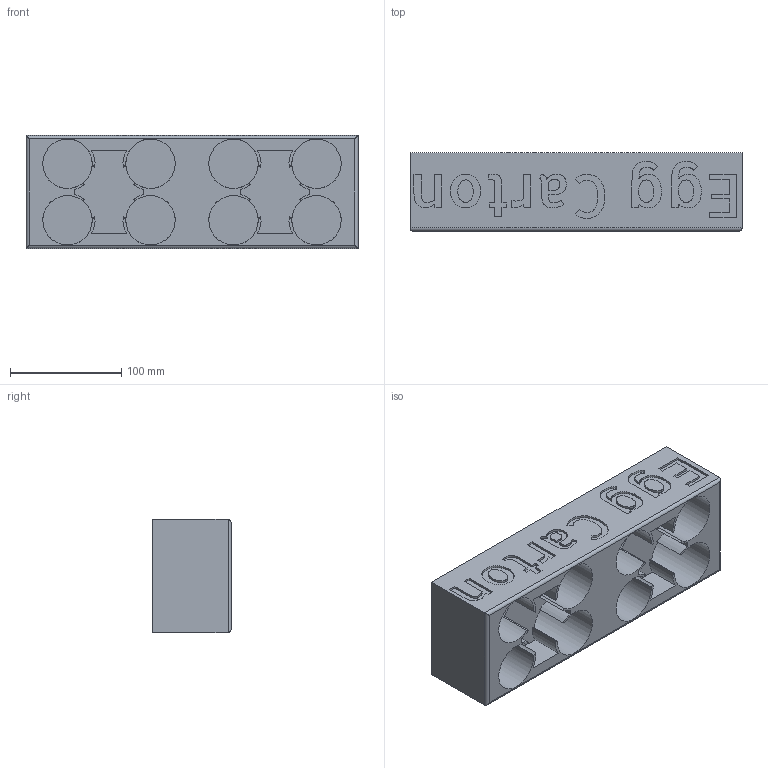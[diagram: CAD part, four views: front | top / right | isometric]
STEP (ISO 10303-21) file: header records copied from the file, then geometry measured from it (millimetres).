
FILE_DESCRIPTION(/* description */ ('STEP AP242','CAx-IF Rec.Pracs.---Representation and Presentation of Product Manufacturing Information (PMI)---4.0---2014-10-13','CAx-IF Rec.Pracs.---3D Tessellated Geometry---0.4---2014-09-14','2;1'),/* implementation_level */ '2;1');
FILE_NAME(/* name */ '6684a9db7c86921adcb562e9',/* time_stamp */ '2024-07-03T01:31:08Z',/* author */ (''),/* organization */ (''),/* preprocessor_version */ 'ST-DEVELOPER v20',/* originating_system */ ' ',/* authorisation */ ' ');
FILE_SCHEMA (('AP242_MANAGED_MODEL_BASED_3D_ENGINEERING_MIM_LF { 1 0 10303 442 1 1 4 }'));
Length unit declared in the file: metre
Products named in the file (1): Part 1
Bounding box: 298.45 x 70.36 x 101.6 mm (x, y, z)
Volume: 1096440.4 mm3; surface area: 204245.8 mm2
Topology: 1 solids, 1 shells, 367 faces, 1046 edges, 696 vertices
Faces by surface type: bspline 228, plane 95, cylinder 44
Full cylindrical faces by diameter (mm): 44.45 x8
Entity records: 12602 total; most frequent: CARTESIAN_POINT 4594, ORIENTED_EDGE 2060, EDGE_CURVE 1030, DIRECTION 946, VERTEX_POINT 688, LINE 482, VECTOR 482, B_SPLINE_CURVE_WITH_KNOTS 456
